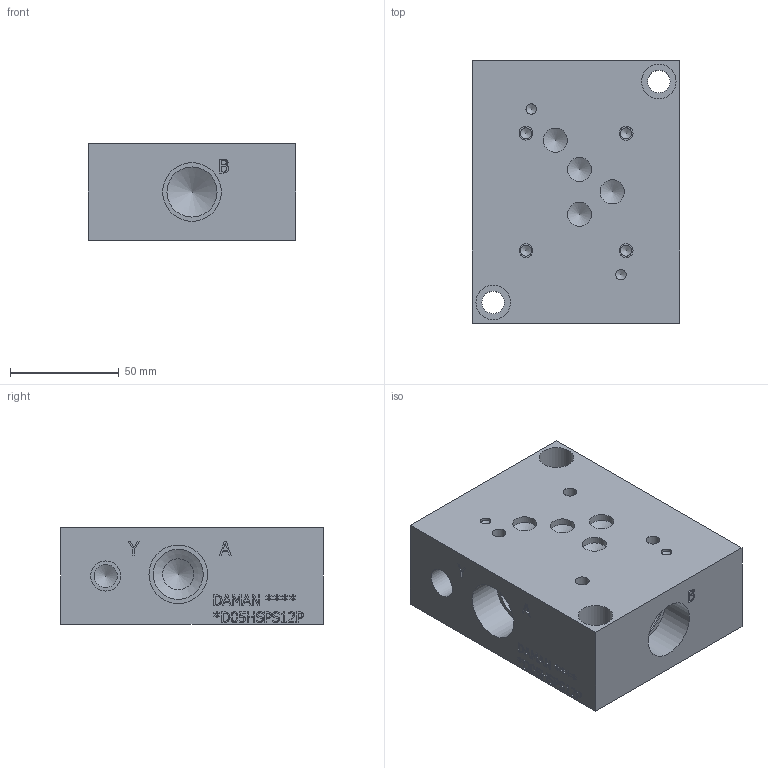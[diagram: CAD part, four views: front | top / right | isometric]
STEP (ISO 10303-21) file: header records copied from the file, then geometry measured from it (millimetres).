
FILE_DESCRIPTION(/* description */ (''),/* implementation_level */ '2;1');
FILE_NAME(/* name */ '_D05HSPS12P.stp',/* time_stamp */ '2022-07-20T12:56:10-04:00',/* author */ ('trevorh'),/* organization */ (''),/* preprocessor_version */ 'ST-DEVELOPER v18',/* originating_system */ 'Autodesk Inventor 2020',/* authorisation */ '');
FILE_SCHEMA (('CONFIG_CONTROL_DESIGN'));
Length unit declared in the file: millimetre
Products named in the file (1): _D05HSPS12P
Bounding box: 95.25 x 120.65 x 44.45 mm (x, y, z)
Volume: 445165.7 mm3; surface area: 56142.6 mm2
Topology: 1 solids, 1 shells, 490 faces, 1346 edges, 907 vertices
Faces by surface type: plane 319, bspline 123, cylinder 31, cone 17
Full cylindrical faces by diameter (mm): 4.775 x2, 5.105 x4, 6.35 x4, 10.312 x2, 10.719 x2, 11.113 x3, 11.125 x1, 13.868 x2, 14.275 x1, 15.875 x2, 23.012 x4, 26.924 x4
Entity records: 16500 total; most frequent: CARTESIAN_POINT 4327, ORIENTED_EDGE 2660, DIRECTION 1929, EDGE_CURVE 1330, LINE 975, VECTOR 975, VERTEX_POINT 907, EDGE_LOOP 559
